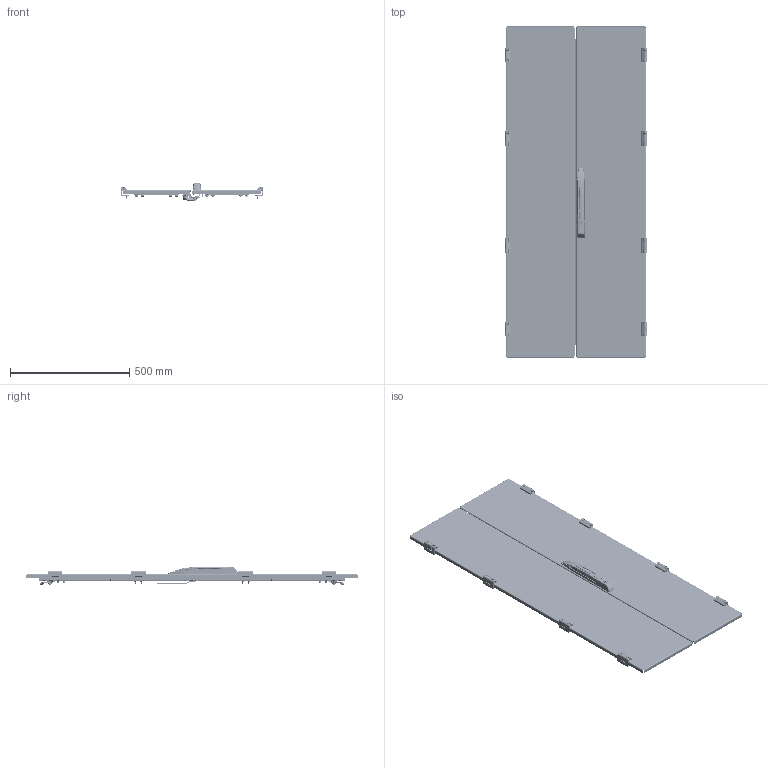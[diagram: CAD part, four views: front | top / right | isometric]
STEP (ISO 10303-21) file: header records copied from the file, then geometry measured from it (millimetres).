
FILE_DESCRIPTION (( 'STEP AP214' ), '1' );
FILE_NAME ('608.614.STEP', '2024-09-20T07:03:31', ( '' ), ( '' ), 'SwSTEP 2.0', 'SolidWorks 2021', '' );
FILE_SCHEMA (( 'AUTOMOTIVE_DESIGN' ));
Length unit declared in the file: millimetre
Products named in the file (54): Ãàéêà DIN934- Ì6-Zn; 624.314; 鎗鵻罻; ﾇ瑟鶴 TS-002; Äâåðíîé ïðîôèëü ÌÊ 20 W300; 嵑謺麃 CL213-3.2; 嵑謺麃 2; 867-1_3.step; 867-5.step; Óãîëîê äâåðíîé; ﾇ璋襃 TS-002; Ãàéêà êîëïà÷êîâàÿ M5 DIN 1587; ﾒ聰 ﾌﾊ-20 H1400; MS867-002.step; Äâåðíîå ïîëîòíî äîï. ÌÊ-20 W300H1400; Ãàñêåòèíã äâåðè W300H1400; ﾇ瑟鶴 TS-002 H1400; Øïèëüêà ïðèâàðíàÿ Ì6õ16; Òÿãà TS-002 H1400; MS867-001.step; 嵑謺麃 CL213-3; 867-7.step; MS867-003.step; 867-2.step; Çàãëóøêà òÿãè; Äâåðíîé ïðîôèëü ÌÊ 20 Í1400; 837-1_1.step; CT-M6X8.step; ﾇ璋襃 TS-002-2; 867-4.step; Øïèëüêà ïðèâàðíàÿ Ì6õ10; 嵑謺麃 1; 608.614; PT-M5X10.step; Ãàéêà DIN934- Ì8-Zn; 867-6.step; Ãàéêà Ì6 äëÿ øïèëüêè; ﾇ璋襃; CL213-3.; Øïèëüêà ïðèâàðíàÿ Ì8õ16 ...
Assembly tree (170 placements, depth 6):
  608.614
    604.314
      Äâåðíîå ïîëîòíî ÌÊ-20 W300H1400
      Ãàñêåòèíã äâåðè W300H1400
      Äâåðíîé ïðîôèëü ÌÊ 20 Í1400  x2
      Äâåðíîé ïðîôèëü ÌÊ 20 W300  x2
      ﾒ聰 ﾌﾊ-20 H1400
      Øïèëüêà ïðèâàðíàÿ Ì6õ16  x2
      Øïèëüêà ïðèâàðíàÿ Ì6õ25  x14
      Øïèëüêà ïðèâàðíàÿ Ì6õ10  x4
      Çàãëóøêà òÿãè  x4
      Óãîëîê äâåðíîé  x4
      Ãàéêà Ì6 äëÿ øïèëüêè  x14
      950.104 Ðó÷êà.step
        MS867_________ASM.step
          _______ASM.step
            MS867-002.step
            MS867-003.step
            867-7.step
            867-5.step
            867-6.step
          MS867-001.step
          MS867-004.step
        867-2.step
        867-3.step
        867-4.step
        PT-M5X10.step
        CT-M6X8.step
        837-1_1.step
        837-1_2.step
        867-1_3.step  x2
      CL213-3  x4
        嵑謺麃 CL213-3
          鎗鵻罻
          嵑謺麃 1
          嵑謺麃 2
        项蜞轫铋 忤眚 DIN 7991 󊬱6
        Âèíò Ì5õ10 ìåáåëüíûé
    624.314
      Äâåðíîå ïîëîòíî äîï. ÌÊ-20 W300H1400
      Ãàñêåòèíã äîï. äâåðè W300H1400
      Äâåðíîé ïðîôèëü ÌÊ 20 W300  x2
      Äâåðíîé ïðîôèëü ÌÊ 20 Í1400  x2
      ﾇ瑟鶴 TS-002 H1400
        Òÿãà TS-002 H1400  x2
        ﾇ瑟鶴 TS-002
        ﾇ璋襃 TS-002
        ﾇ璋襃 TS-002-2
        Âèíò Ì5õ10 ñ ïîëóêð. ãîëîâêîé  x2
      ﾇ璋襃  x4
      Âèíò Ì5õ10 ìåáåëüíûé  x8
      Ãàéêà êîëïà÷êîâàÿ M5 DIN 1587  x8
      Øïèëüêà ïðèâàðíàÿ Ì6õ25  x16
      Ãàéêà DIN934- Ì6-Zn  x14
      Øïèëüêà ïðèâàðíàÿ Ì6õ16  x2
      Øïèëüêà ïðèâàðíàÿ Ì8õ16  x2
      Ãàéêà Ì6 äëÿ øïèëüêè  x2
      Ãàéêà DIN934- Ì8-Zn  x2
      Óãîëîê äâåðíîé  x4
      CL213-3.  x4
Bounding box: 597.4 x 1390 x 75.66 mm (x, y, z)
Volume: 3495623.1 mm3; surface area: 3375269.8 mm2
Topology: 201 solids, 201 shells, 9396 faces, 24615 edges, 15601 vertices
Faces by surface type: cylinder 3882, plane 3809, cone 1042, bspline 453, torus 172, sphere 38
Entity records: 119115 total; most frequent: CARTESIAN_POINT 43238, ORIENTED_EDGE 14956, DIRECTION 13683, EDGE_CURVE 7478, AXIS2_PLACEMENT_3D 5033, VERTEX_POINT 4776, LINE 3617, VECTOR 3617
